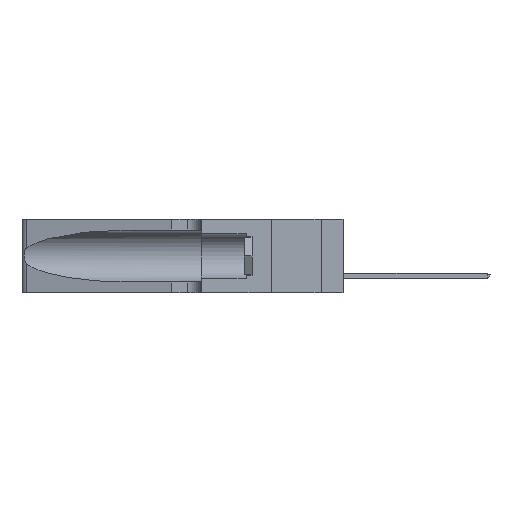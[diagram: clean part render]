
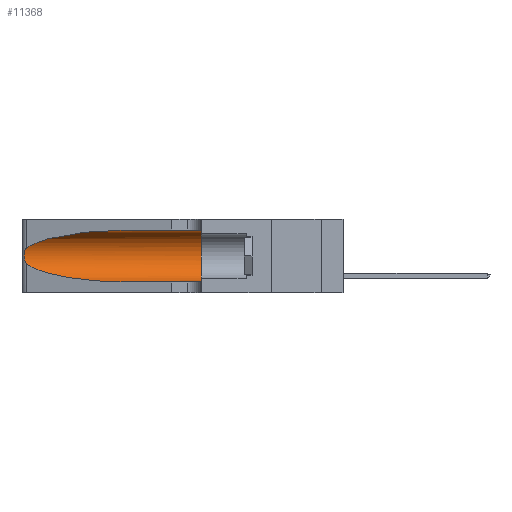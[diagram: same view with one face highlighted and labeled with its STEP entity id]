
A CAD part, left-side view. The second image highlights one B-rep face of the part: STEP entity #11368.
In plain terms, the highlighted cylindrical face has radius 3.308 mm (diameter 6.617 mm), a partial arc.
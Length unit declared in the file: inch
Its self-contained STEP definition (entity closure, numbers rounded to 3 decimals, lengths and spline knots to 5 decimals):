
#561 = VECTOR ( 'NONE', #10495, 39.37008 ) ;
#947 = EDGE_CURVE ( 'NONE', #10291, #42850, #27103, .T. ) ;
#1789 = LINE ( 'NONE', #18604, #561 ) ;
#3203 = DIRECTION ( 'NONE',  ( 0., -1., 0. ) ) ;
#3946 = AXIS2_PLACEMENT_3D ( 'NONE', #34204, #15268, #40637 ) ;
#4756 = FACE_OUTER_BOUND ( 'NONE', #37703, .T. ) ;
#5798 = ORIENTED_EDGE ( 'NONE', *, *, #36075, .T. ) ;
#8510 = CARTESIAN_POINT ( 'NONE',  ( 0.18966, 0.96281, 0.05475 ) ) ;
#8600 = CARTESIAN_POINT ( 'NONE',  ( 0.25487, 1.22718, 0.22369 ) ) ;
#9687 = CARTESIAN_POINT ( 'NONE',  ( 0.25487, 1.22718, 0.14631 ) ) ;
#10291 = VERTEX_POINT ( 'NONE', #25715 ) ;
#10495 = DIRECTION ( 'NONE',  ( 0., -1., 0. ) ) ;
#10520 = CARTESIAN_POINT ( 'NONE',  ( 0.25787, 1.23484, 0.2124 ) ) ;
#11368 = ADVANCED_FACE ( 'NONE', ( #4756 ), #46129, .F. ) ;
#11512 = VERTEX_POINT ( 'NONE', #25949 ) ;
#13742 = CARTESIAN_POINT ( 'NONE',  ( 0.25639, 1.23186, 0.15144 ) ) ;
#14477 = CARTESIAN_POINT ( 'NONE',  ( 0.25789, 1.23486, 0.15765 ) ) ;
#15268 = DIRECTION ( 'NONE',  ( 0., 1., 0. ) ) ;
#15930 = B_SPLINE_CURVE_WITH_KNOTS ( 'NONE', 3,
 ( #46034, #38098, #41906, #10520, #33757, #45667, #49817, #26005, #25455, #25825, #14477, #13742, #17911, #18260 ),
 .UNSPECIFIED., .F., .F.,
 ( 4, 2, 2, 2, 2, 2, 4 ),
 ( 0., 0.00027, 0.00053, 0.00107, 0.0016, 0.00187, 0.00214 ),
 .UNSPECIFIED. ) ;
#17911 = CARTESIAN_POINT ( 'NONE',  ( 0.25555, 1.22993, 0.14849 ) ) ;
#18079 = CARTESIAN_POINT ( 'NONE',  ( 0.2373, 1.15595, 0.28018 ) ) ;
#18260 = CARTESIAN_POINT ( 'NONE',  ( 0.25487, 1.22718, 0.14631 ) ) ;
#18604 = CARTESIAN_POINT ( 'NONE',  ( 0.1305, 1.61858, 0.05475 ) ) ;
#19727 = EDGE_CURVE ( 'NONE', #45858, #37012, #42160, .T. ) ;
#20337 = VERTEX_POINT ( 'NONE', #9687 ) ;
#21477 = VECTOR ( 'NONE', #3203, 39.37008 ) ;
#21539 = CARTESIAN_POINT ( 'NONE',  ( 0.1305, 1.61858, 0.185 ) ) ;
#22233 = CARTESIAN_POINT ( 'NONE',  ( 0.18966, 0.96281, 0.31525 ) ) ;
#22250 = ORIENTED_EDGE ( 'NONE', *, *, #947, .F. ) ;
#22421 = ORIENTED_EDGE ( 'NONE', *, *, #39507, .T. ) ;
#23034 = CARTESIAN_POINT ( 'NONE',  ( 0.25487, 1.22718, 0.14631 ) ) ;
#25455 = CARTESIAN_POINT ( 'NONE',  ( 0.26017, 1.23833, 0.17102 ) ) ;
#25715 = CARTESIAN_POINT ( 'NONE',  ( 0.1305, 0.35, 0.31525 ) ) ;
#25825 = CARTESIAN_POINT ( 'NONE',  ( 0.25856, 1.23593, 0.16098 ) ) ;
#25949 = CARTESIAN_POINT ( 'NONE',  ( 0.1305, 0.72297, 0.05475 ) ) ;
#25998 = CARTESIAN_POINT ( 'NONE',  ( 0.1305, 0.72297, 0.31525 ) ) ;
#26005 = CARTESIAN_POINT ( 'NONE',  ( 0.26075, 1.23896, 0.178 ) ) ;
#27103 = CIRCLE ( 'NONE', #3946, 0.13025 ) ;
#27202 = ORIENTED_EDGE ( 'NONE', *, *, #19727, .T. ) ;
#29593 = CARTESIAN_POINT ( 'NONE',  ( 0.25487, 1.22718, 0.22369 ) ) ;
#30015 = ORIENTED_EDGE ( 'NONE', *, *, #40030, .T. ) ;
#32095 = CARTESIAN_POINT ( 'NONE',  ( 0.1305, 0.72297, 0.05475 ) ) ;
#33757 = CARTESIAN_POINT ( 'NONE',  ( 0.25854, 1.2359, 0.20912 ) ) ;
#34204 = CARTESIAN_POINT ( 'NONE',  ( 0.1305, 0.35, 0.185 ) ) ;
#36075 = EDGE_CURVE ( 'NONE', #20337, #11512, #44316, .T. ) ;
#37012 = VERTEX_POINT ( 'NONE', #8600 ) ;
#37703 = EDGE_LOOP ( 'NONE', ( #27202, #30015, #5798, #22421, #22250, #45585 ) ) ;
#38098 = CARTESIAN_POINT ( 'NONE',  ( 0.25555, 1.22994, 0.2215 ) ) ;
#38900 = CARTESIAN_POINT ( 'NONE',  ( 0.2373, 1.15595, 0.08982 ) ) ;
#39507 = EDGE_CURVE ( 'NONE', #11512, #42850, #1789, .T. ) ;
#40030 = EDGE_CURVE ( 'NONE', #37012, #20337, #15930, .T. ) ;
#40637 = DIRECTION ( 'NONE',  ( 0., 0., 1. ) ) ;
#40985 = AXIS2_PLACEMENT_3D ( 'NONE', #21539, #46827, #43851 ) ;
#41906 = CARTESIAN_POINT ( 'NONE',  ( 0.25639, 1.23184, 0.21858 ) ) ;
#42160 =( BOUNDED_CURVE ( )  B_SPLINE_CURVE ( 3, ( #25998, #22233, #18079, #29593 ),
 .UNSPECIFIED., .F., .T. ) 
 B_SPLINE_CURVE_WITH_KNOTS ( ( 4, 4 ),
 ( 1.5708, 2.84003 ),
 .UNSPECIFIED. ) 
 CURVE ( )  GEOMETRIC_REPRESENTATION_ITEM ( )  RATIONAL_B_SPLINE_CURVE ( ( 1., 0.87, 0.87, 1. ) ) 
 REPRESENTATION_ITEM ( '' )  );
#42472 = CARTESIAN_POINT ( 'NONE',  ( 0.1305, 1.61858, 0.31525 ) ) ;
#42850 = VERTEX_POINT ( 'NONE', #50987 ) ;
#43851 = DIRECTION ( 'NONE',  ( 0., 0., -1. ) ) ;
#44316 =( BOUNDED_CURVE ( )  B_SPLINE_CURVE ( 3, ( #23034, #38900, #8510, #32095 ),
 .UNSPECIFIED., .F., .F. ) 
 B_SPLINE_CURVE_WITH_KNOTS ( ( 4, 4 ),
 ( 3.44316, 4.71239 ),
 .UNSPECIFIED. ) 
 CURVE ( )  GEOMETRIC_REPRESENTATION_ITEM ( )  RATIONAL_B_SPLINE_CURVE ( ( 1., 0.87, 0.87, 1. ) ) 
 REPRESENTATION_ITEM ( '' )  );
#45470 = EDGE_CURVE ( 'NONE', #45858, #10291, #46203, .T. ) ;
#45585 = ORIENTED_EDGE ( 'NONE', *, *, #45470, .F. ) ;
#45667 = CARTESIAN_POINT ( 'NONE',  ( 0.26018, 1.23835, 0.19895 ) ) ;
#45858 = VERTEX_POINT ( 'NONE', #46507 ) ;
#46034 = CARTESIAN_POINT ( 'NONE',  ( 0.25487, 1.22718, 0.22369 ) ) ;
#46129 = CYLINDRICAL_SURFACE ( 'NONE', #40985, 0.13025 ) ;
#46203 = LINE ( 'NONE', #42472, #21477 ) ;
#46507 = CARTESIAN_POINT ( 'NONE',  ( 0.1305, 0.72297, 0.31525 ) ) ;
#46827 = DIRECTION ( 'NONE',  ( 0., -1., 0. ) ) ;
#49817 = CARTESIAN_POINT ( 'NONE',  ( 0.26075, 1.23896, 0.19203 ) ) ;
#50987 = CARTESIAN_POINT ( 'NONE',  ( 0.1305, 0.35, 0.05475 ) ) ;
